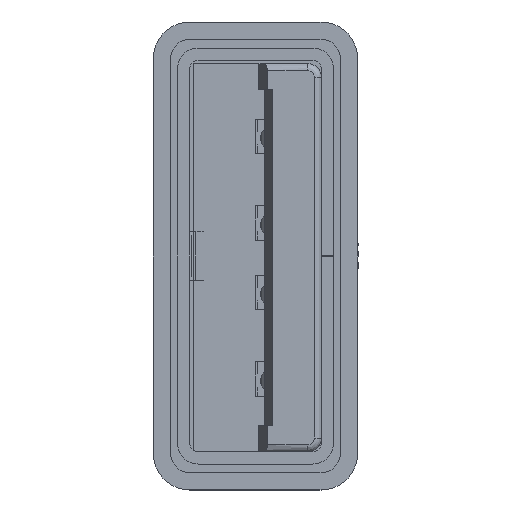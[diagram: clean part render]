
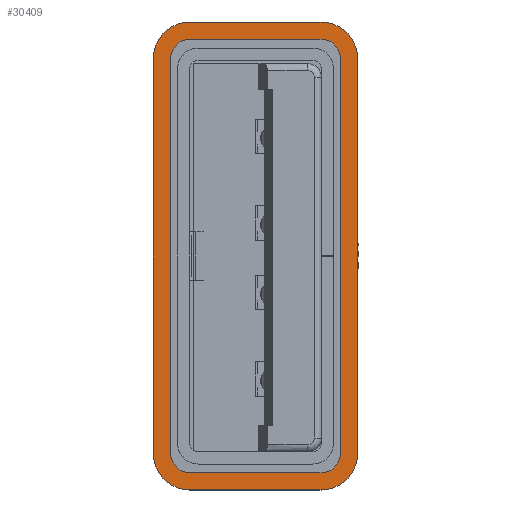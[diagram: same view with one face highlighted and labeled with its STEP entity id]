
A CAD part, left-side view. The second image highlights one B-rep face of the part: STEP entity #30409.
In plain terms, the highlighted face is planar.
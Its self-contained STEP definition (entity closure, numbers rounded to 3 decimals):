
#96 = EDGE_CURVE ( 'NONE', #24282, #27459, #20485, .T. ) ;
#135 = VECTOR ( 'NONE', #2087, 1000. ) ;
#546 = CARTESIAN_POINT ( 'NONE',  ( 6.75, 1.89, 0. ) ) ;
#587 = CARTESIAN_POINT ( 'NONE',  ( 6.25, -1.89, 0. ) ) ;
#592 = CIRCLE ( 'NONE', #27965, 1.06 ) ;
#611 = VERTEX_POINT ( 'NONE', #25785 ) ;
#698 = EDGE_LOOP ( 'NONE', ( #21065, #38810, #31247, #1643, #17375, #19713, #19464, #1089 ) ) ;
#835 = DIRECTION ( 'NONE',  ( 1., 0., 0. ) ) ;
#975 = DIRECTION ( 'NONE',  ( 1., 0., 0. ) ) ;
#987 = EDGE_CURVE ( 'NONE', #38150, #13455, #12714, .T. ) ;
#1089 = ORIENTED_EDGE ( 'NONE', *, *, #15112, .F. ) ;
#1469 = CIRCLE ( 'NONE', #33397, 1.06 ) ;
#1479 = CARTESIAN_POINT ( 'NONE',  ( -6.75, 1.89, 0. ) ) ;
#1643 = ORIENTED_EDGE ( 'NONE', *, *, #34582, .F. ) ;
#2022 = CARTESIAN_POINT ( 'NONE',  ( -5.69, -2.95, 0. ) ) ;
#2057 = LINE ( 'NONE', #3318, #27111 ) ;
#2087 = DIRECTION ( 'NONE',  ( 0., -1., 0. ) ) ;
#2588 = CARTESIAN_POINT ( 'NONE',  ( 5.69, 1.89, 0. ) ) ;
#2611 = DIRECTION ( 'NONE',  ( -1., 0., 0. ) ) ;
#3318 = CARTESIAN_POINT ( 'NONE',  ( -5.69, -2.45, 0. ) ) ;
#3646 = DIRECTION ( 'NONE',  ( 0., 0., 1. ) ) ;
#3677 = ORIENTED_EDGE ( 'NONE', *, *, #28220, .T. ) ;
#3952 = CARTESIAN_POINT ( 'NONE',  ( 6.25, 1.89, 0. ) ) ;
#4120 = ORIENTED_EDGE ( 'NONE', *, *, #11562, .T. ) ;
#4686 = VERTEX_POINT ( 'NONE', #546 ) ;
#5027 = ORIENTED_EDGE ( 'NONE', *, *, #34561, .T. ) ;
#5100 = DIRECTION ( 'NONE',  ( -1., 0., 0. ) ) ;
#7232 = CARTESIAN_POINT ( 'NONE',  ( 5.69, 2.45, 0. ) ) ;
#8101 = EDGE_CURVE ( 'NONE', #38653, #37877, #2057, .T. ) ;
#8375 = VECTOR ( 'NONE', #35930, 1000. ) ;
#9843 = CARTESIAN_POINT ( 'NONE',  ( -6.25, -1.89, 0. ) ) ;
#10103 = FACE_BOUND ( 'NONE', #698, .T. ) ;
#10225 = LINE ( 'NONE', #3952, #8375 ) ;
#10536 = DIRECTION ( 'NONE',  ( 0., 0., 1. ) ) ;
#10633 = DIRECTION ( 'NONE',  ( -1., 0., 0. ) ) ;
#11087 = EDGE_CURVE ( 'NONE', #19102, #611, #1469, .T. ) ;
#11375 = DIRECTION ( 'NONE',  ( 0., 0., 1. ) ) ;
#11562 = EDGE_CURVE ( 'NONE', #25161, #19102, #34445, .T. ) ;
#11700 = CIRCLE ( 'NONE', #29713, 0.56 ) ;
#11982 = DIRECTION ( 'NONE',  ( 1., 0., 0. ) ) ;
#11987 = DIRECTION ( 'NONE',  ( 0., 0., -1. ) ) ;
#12097 = VERTEX_POINT ( 'NONE', #9843 ) ;
#12714 = LINE ( 'NONE', #2022, #23421 ) ;
#13193 = CARTESIAN_POINT ( 'NONE',  ( -6.25, 1.89, 0. ) ) ;
#13455 = VERTEX_POINT ( 'NONE', #16281 ) ;
#13458 = VECTOR ( 'NONE', #23354, 1000. ) ;
#13548 = DIRECTION ( 'NONE',  ( 0., 0., 1. ) ) ;
#14187 = VERTEX_POINT ( 'NONE', #13193 ) ;
#14526 = CARTESIAN_POINT ( 'NONE',  ( 5.69, 1.89, 0. ) ) ;
#14540 = AXIS2_PLACEMENT_3D ( 'NONE', #27101, #11375, #32086 ) ;
#14941 = EDGE_CURVE ( 'NONE', #21978, #38150, #26648, .T. ) ;
#15014 = LINE ( 'NONE', #33194, #15341 ) ;
#15082 = DIRECTION ( 'NONE',  ( 0., 0., 1. ) ) ;
#15112 = EDGE_CURVE ( 'NONE', #37877, #28082, #11700, .T. ) ;
#15341 = VECTOR ( 'NONE', #21295, 1000. ) ;
#15462 = CARTESIAN_POINT ( 'NONE',  ( -5.69, 2.45, 0. ) ) ;
#15635 = VERTEX_POINT ( 'NONE', #23456 ) ;
#15777 = CARTESIAN_POINT ( 'NONE',  ( 6.75, 1.89, 0. ) ) ;
#16281 = CARTESIAN_POINT ( 'NONE',  ( 5.69, -2.95, 0. ) ) ;
#16407 = CARTESIAN_POINT ( 'NONE',  ( 5.69, 1.89, 0. ) ) ;
#16769 = CARTESIAN_POINT ( 'NONE',  ( 6.75, -1.89, 0. ) ) ;
#17324 = DIRECTION ( 'NONE',  ( -1., 0., 0. ) ) ;
#17375 = ORIENTED_EDGE ( 'NONE', *, *, #96, .F. ) ;
#17400 = CARTESIAN_POINT ( 'NONE',  ( 5.69, -1.89, 0. ) ) ;
#18049 = CARTESIAN_POINT ( 'NONE',  ( -5.69, 2.95, 0. ) ) ;
#18294 = LINE ( 'NONE', #15777, #13458 ) ;
#19102 = VERTEX_POINT ( 'NONE', #18049 ) ;
#19128 = CARTESIAN_POINT ( 'NONE',  ( 5.69, 2.95, 0. ) ) ;
#19169 = CARTESIAN_POINT ( 'NONE',  ( -5.69, -2.95, 0. ) ) ;
#19464 = ORIENTED_EDGE ( 'NONE', *, *, #19552, .F. ) ;
#19552 = EDGE_CURVE ( 'NONE', #28082, #15635, #10225, .T. ) ;
#19566 = DIRECTION ( 'NONE',  ( 0., 0., 1. ) ) ;
#19713 = ORIENTED_EDGE ( 'NONE', *, *, #23700, .F. ) ;
#19866 = VECTOR ( 'NONE', #17324, 1000. ) ;
#20256 = CIRCLE ( 'NONE', #28438, 0.56 ) ;
#20485 = LINE ( 'NONE', #15462, #19866 ) ;
#20587 = CARTESIAN_POINT ( 'NONE',  ( -5.69, -1.89, 0. ) ) ;
#20715 = ORIENTED_EDGE ( 'NONE', *, *, #11087, .T. ) ;
#21065 = ORIENTED_EDGE ( 'NONE', *, *, #8101, .F. ) ;
#21295 = DIRECTION ( 'NONE',  ( 0., -1., 0. ) ) ;
#21390 = CARTESIAN_POINT ( 'NONE',  ( 5.69, -1.89, 0. ) ) ;
#21978 = VERTEX_POINT ( 'NONE', #28874 ) ;
#22830 = AXIS2_PLACEMENT_3D ( 'NONE', #2588, #11987, #5100 ) ;
#23351 = DIRECTION ( 'NONE',  ( -1., 0., 0. ) ) ;
#23354 = DIRECTION ( 'NONE',  ( 0., 1., 0. ) ) ;
#23421 = VECTOR ( 'NONE', #37149, 1000. ) ;
#23456 = CARTESIAN_POINT ( 'NONE',  ( 6.25, 1.89, 0. ) ) ;
#23700 = EDGE_CURVE ( 'NONE', #15635, #24282, #24138, .T. ) ;
#24138 = CIRCLE ( 'NONE', #32767, 0.56 ) ;
#24282 = VERTEX_POINT ( 'NONE', #7232 ) ;
#24995 = ORIENTED_EDGE ( 'NONE', *, *, #987, .T. ) ;
#25049 = EDGE_CURVE ( 'NONE', #611, #21978, #34073, .T. ) ;
#25161 = VERTEX_POINT ( 'NONE', #19128 ) ;
#25224 = DIRECTION ( 'NONE',  ( 0., 0., 1. ) ) ;
#25440 = AXIS2_PLACEMENT_3D ( 'NONE', #30468, #13548, #975 ) ;
#25453 = VERTEX_POINT ( 'NONE', #16769 ) ;
#25572 = EDGE_CURVE ( 'NONE', #12097, #38653, #20256, .T. ) ;
#25785 = CARTESIAN_POINT ( 'NONE',  ( -6.75, 1.89, 0. ) ) ;
#26648 = CIRCLE ( 'NONE', #25440, 1.06 ) ;
#27101 = CARTESIAN_POINT ( 'NONE',  ( -5.69, 1.89, 0. ) ) ;
#27111 = VECTOR ( 'NONE', #27814, 1000. ) ;
#27459 = VERTEX_POINT ( 'NONE', #33060 ) ;
#27570 = CARTESIAN_POINT ( 'NONE',  ( -5.69, 2.95, 0. ) ) ;
#27814 = DIRECTION ( 'NONE',  ( 1., 0., 0. ) ) ;
#27965 = AXIS2_PLACEMENT_3D ( 'NONE', #21390, #15082, #11982 ) ;
#28082 = VERTEX_POINT ( 'NONE', #587 ) ;
#28220 = EDGE_CURVE ( 'NONE', #13455, #25453, #592, .T. ) ;
#28438 = AXIS2_PLACEMENT_3D ( 'NONE', #20587, #3646, #35008 ) ;
#28450 = CARTESIAN_POINT ( 'NONE',  ( -5.69, 1.89, 0. ) ) ;
#28874 = CARTESIAN_POINT ( 'NONE',  ( -6.75, -1.89, 0. ) ) ;
#28932 = PLANE ( 'NONE',  #22830 ) ;
#29713 = AXIS2_PLACEMENT_3D ( 'NONE', #17400, #10536, #33093 ) ;
#29972 = EDGE_LOOP ( 'NONE', ( #5027, #4120, #20715, #35663, #38728, #24995, #3677, #33769 ) ) ;
#30289 = DIRECTION ( 'NONE',  ( 0., 0., 1. ) ) ;
#30409 = ADVANCED_FACE ( 'NONE', ( #10103, #35155 ), #28932, .F. ) ;
#30468 = CARTESIAN_POINT ( 'NONE',  ( -5.69, -1.89, 0. ) ) ;
#31247 = ORIENTED_EDGE ( 'NONE', *, *, #36483, .F. ) ;
#31393 = CARTESIAN_POINT ( 'NONE',  ( -5.69, -2.45, 0. ) ) ;
#32086 = DIRECTION ( 'NONE',  ( 1., 0., 0. ) ) ;
#32767 = AXIS2_PLACEMENT_3D ( 'NONE', #14526, #19566, #2611 ) ;
#33060 = CARTESIAN_POINT ( 'NONE',  ( -5.69, 2.45, 0. ) ) ;
#33093 = DIRECTION ( 'NONE',  ( 1., 0., 0. ) ) ;
#33194 = CARTESIAN_POINT ( 'NONE',  ( -6.25, 1.89, 0. ) ) ;
#33397 = AXIS2_PLACEMENT_3D ( 'NONE', #28450, #30289, #835 ) ;
#33536 = CARTESIAN_POINT ( 'NONE',  ( 5.69, -2.45, 0. ) ) ;
#33769 = ORIENTED_EDGE ( 'NONE', *, *, #36476, .T. ) ;
#34073 = LINE ( 'NONE', #1479, #135 ) ;
#34445 = LINE ( 'NONE', #27570, #36456 ) ;
#34499 = CIRCLE ( 'NONE', #36891, 1.06 ) ;
#34561 = EDGE_CURVE ( 'NONE', #4686, #25161, #34499, .T. ) ;
#34582 = EDGE_CURVE ( 'NONE', #27459, #14187, #38317, .T. ) ;
#35008 = DIRECTION ( 'NONE',  ( 1., 0., 0. ) ) ;
#35155 = FACE_OUTER_BOUND ( 'NONE', #29972, .T. ) ;
#35663 = ORIENTED_EDGE ( 'NONE', *, *, #25049, .T. ) ;
#35930 = DIRECTION ( 'NONE',  ( 0., 1., 0. ) ) ;
#36456 = VECTOR ( 'NONE', #10633, 1000. ) ;
#36476 = EDGE_CURVE ( 'NONE', #25453, #4686, #18294, .T. ) ;
#36483 = EDGE_CURVE ( 'NONE', #14187, #12097, #15014, .T. ) ;
#36891 = AXIS2_PLACEMENT_3D ( 'NONE', #16407, #25224, #23351 ) ;
#37149 = DIRECTION ( 'NONE',  ( 1., 0., 0. ) ) ;
#37877 = VERTEX_POINT ( 'NONE', #33536 ) ;
#38150 = VERTEX_POINT ( 'NONE', #19169 ) ;
#38317 = CIRCLE ( 'NONE', #14540, 0.56 ) ;
#38653 = VERTEX_POINT ( 'NONE', #31393 ) ;
#38728 = ORIENTED_EDGE ( 'NONE', *, *, #14941, .T. ) ;
#38810 = ORIENTED_EDGE ( 'NONE', *, *, #25572, .F. ) ;
